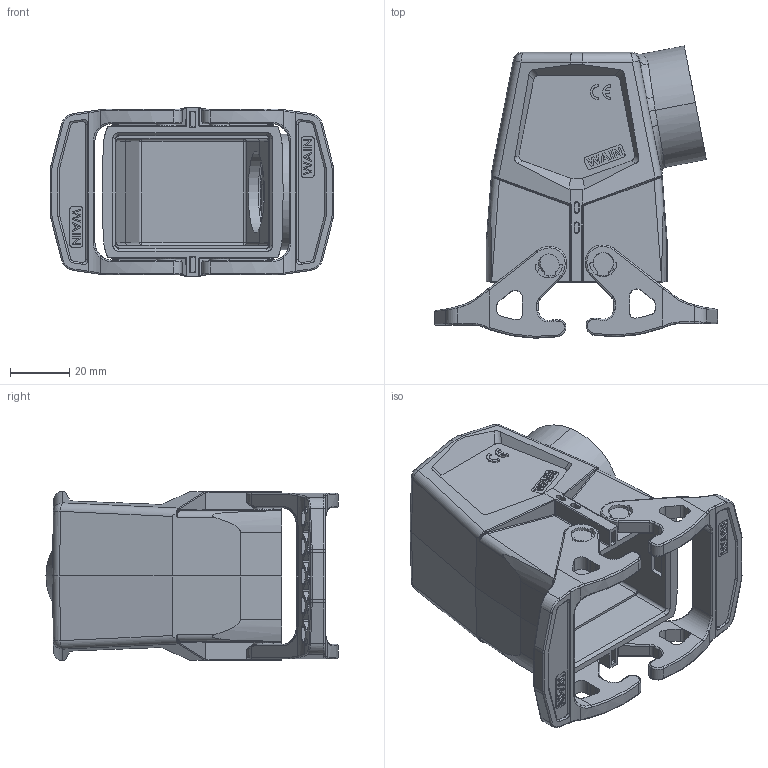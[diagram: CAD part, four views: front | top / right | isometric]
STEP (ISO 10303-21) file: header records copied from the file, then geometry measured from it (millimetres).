
FILE_DESCRIPTION(/* description */ (''),/* implementation_level */ '2;1');
FILE_NAME(/* name */ '3D_1290065471500_HM6B.P-SEH-2L-M32_V1.0.stp',/* time_stamp */ '2024-03-20T10:17:08+08:00',/* author */ (''),/* organization */ (''),/* preprocessor_version */ 'ST-DEVELOPER v18.1',/* originating_system */ 'SIEMENS PLM Software NX 1980',/* authorisation */ '');
FILE_SCHEMA (('AUTOMOTIVE_DESIGN { 1 0 10303 214 3 1 1 1 }'));
Length unit declared in the file: millimetre
Products named in the file (1): _model2
Bounding box: 95.5 x 98.58 x 57 mm (x, y, z)
Volume: 86027 mm3; surface area: 50309.6 mm2
Topology: 1 solids, 1 shells, 1238 faces, 3340 edges, 2143 vertices
Faces by surface type: plane 547, cylinder 473, torus 132, bspline 53, cone 21, sphere 12
Entity records: 44303 total; most frequent: CARTESIAN_POINT 14840, ORIENTED_EDGE 6680, DIRECTION 5363, EDGE_CURVE 3340, VERTEX_POINT 2143, AXIS2_PLACEMENT_3D 1816, LINE 1731, VECTOR 1731
